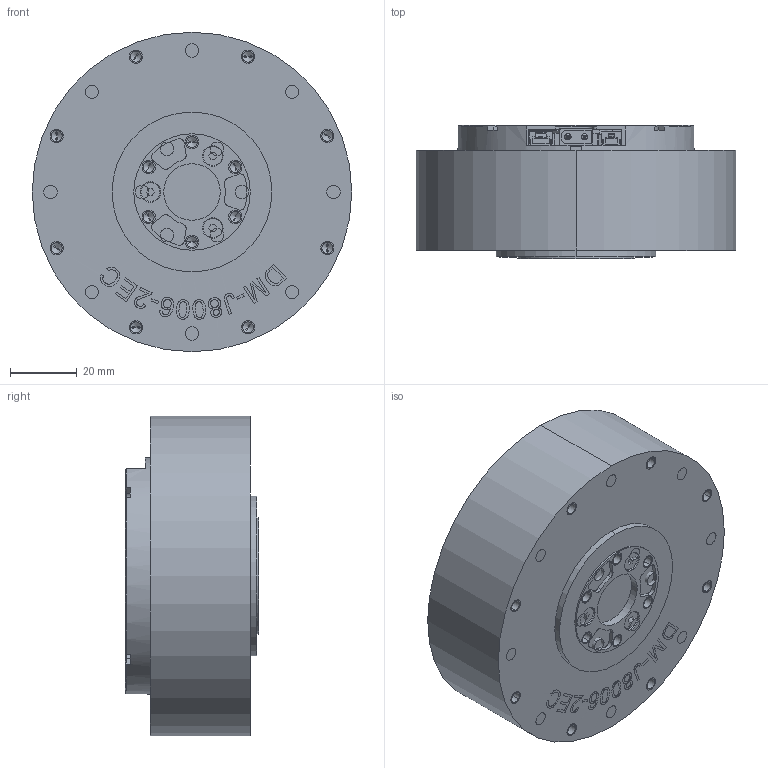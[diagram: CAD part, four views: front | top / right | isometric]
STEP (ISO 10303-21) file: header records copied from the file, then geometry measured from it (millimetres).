
FILE_DESCRIPTION((''),'2;1');
FILE_NAME('DM-J8006_V1_1-3D_20001','2024-11-20T10:51:12',('005'),(''),'CREO PARAMETRIC BY PTC INC, 2020053','CREO PARAMETRIC BY PTC INC, 2020053','');
FILE_SCHEMA(('CONFIG_CONTROL_DESIGN'));
Length unit declared in the file: millimetre
Products named in the file (1): DM-J8006_V1_1-3D_20001
Bounding box: 96 x 40 x 96 mm (x, y, z)
Volume: 211640.9 mm3; surface area: 48938.8 mm2
Topology: 1 solids, 48 shells, 983 faces, 2834 edges, 1949 vertices
Faces by surface type: plane 568, cylinder 272, cone 70, extrusion 61, bspline 8, torus 4
Entity records: 35441 total; most frequent: CARTESIAN_POINT 9504, ORIENTED_EDGE 5392, DIRECTION 5089, EDGE_CURVE 2784, VERTEX_POINT 1949, VECTOR 1785, LINE 1724, AXIS2_PLACEMENT_3D 1652
